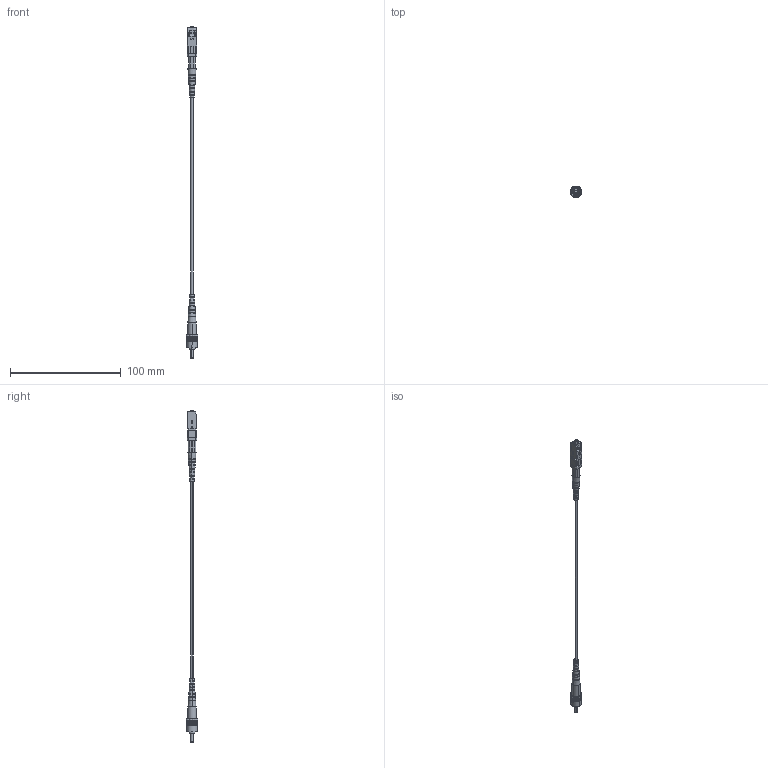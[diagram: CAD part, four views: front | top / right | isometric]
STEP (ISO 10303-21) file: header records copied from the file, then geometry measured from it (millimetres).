
FILE_DESCRIPTION (( 'STEP AP203' ), '1' );
FILE_NAME ('FCA-M4SR-SCST_3D.STEP', '2021-10-04T18:57:07', ( '' ), ( '' ), 'SwSTEP 2.0', 'SolidWorks 2021', '' );
FILE_SCHEMA (( 'CONFIG_CONTROL_DESIGN' ));
Length unit declared in the file: inch
Products named in the file (12): 1AF04-005^FCA-M4SR-SCST; 1AF04-005(2)^1AF04-005_FCA-M4SR-SCST; 1AF05-007-MA1^1AF05-007_FCA-M4SR-SCST; 1AF05-007-MA3^1AF05-007_FCA-M4SR-SCST; 1AF05-007^FCA-M4SR-SCST; 1AF04-005-MA1^1AF04-005(2)_1AF04-005_FCA-M4SR-SCST; 1AF04-005-MA2^1AF04-005(2)_1AF04-005_FCA-M4SR-SCST; FCA-M4SR-SCST_3D; 1AF04-005-MA3^1AF04-005(2)_1AF04-005_FCA-M4SR-SCST; 1AF05-007-MA2^1AF05-007_FCA-M4SR-SCST; Fiber Coax^FCA-M4SR-SCST; 1AF04-005-MA4^1AF04-005(2)_1AF04-005_FCA-M4SR-SCST
Assembly tree (11 placements, depth 4):
  FCA-M4SR-SCST_3D
    Fiber Coax^FCA-M4SR-SCST
    1AF04-005^FCA-M4SR-SCST
      1AF04-005(2)^1AF04-005_FCA-M4SR-SCST
        1AF04-005-MA2^1AF04-005(2)_1AF04-005_FCA-M4SR-SCST
        1AF04-005-MA1^1AF04-005(2)_1AF04-005_FCA-M4SR-SCST
        1AF04-005-MA4^1AF04-005(2)_1AF04-005_FCA-M4SR-SCST
        1AF04-005-MA3^1AF04-005(2)_1AF04-005_FCA-M4SR-SCST
    1AF05-007^FCA-M4SR-SCST
      1AF05-007-MA1^1AF05-007_FCA-M4SR-SCST
      1AF05-007-MA3^1AF05-007_FCA-M4SR-SCST
      1AF05-007-MA2^1AF05-007_FCA-M4SR-SCST
Bounding box: 10.3 x 10.3 x 299.64 mm (x, y, z)
Volume: 3756.3 mm3; surface area: 7857.3 mm2
Topology: 8 solids, 8 shells, 456 faces, 1330 edges, 876 vertices
Faces by surface type: plane 391, cylinder 43, cone 18, torus 4
Entity records: 17040 total; most frequent: CARTESIAN_POINT 3471, ORIENTED_EDGE 2660, DIRECTION 2456, EDGE_CURVE 1330, LINE 914, VECTOR 914, VERTEX_POINT 876, AXIS2_PLACEMENT_3D 771
